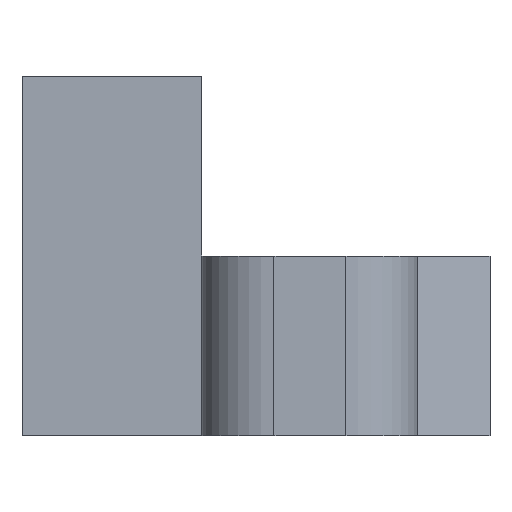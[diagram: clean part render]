
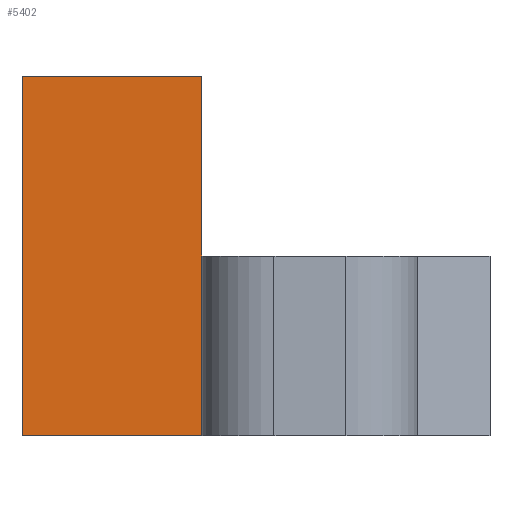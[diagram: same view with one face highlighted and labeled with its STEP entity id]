
A CAD part, front view. The second image highlights one B-rep face of the part: STEP entity #5402.
In plain terms, the highlighted planar face has unit normal (0, -1, 0).
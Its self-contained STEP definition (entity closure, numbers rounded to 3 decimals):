
#48 = CARTESIAN_POINT ( 'NONE',  ( 53.515, 673.87, 32.5 ) ) ;
#212 = VECTOR ( 'NONE', #1660, 1000. ) ;
#335 = EDGE_CURVE ( 'NONE', #2246, #5158, #870, .T. ) ;
#565 = DIRECTION ( 'NONE',  ( 0., 0., 1. ) ) ;
#774 = VECTOR ( 'NONE', #3770, 1000. ) ;
#836 = DIRECTION ( 'NONE',  ( 0., 0., -1. ) ) ;
#870 = LINE ( 'NONE', #4041, #1783 ) ;
#1159 = DIRECTION ( 'NONE',  ( 1., 0., 0. ) ) ;
#1410 = VERTEX_POINT ( 'NONE', #4833 ) ;
#1597 = CARTESIAN_POINT ( 'NONE',  ( 58.515, 673.87, 22.5 ) ) ;
#1660 = DIRECTION ( 'NONE',  ( 0., 0., -1. ) ) ;
#1768 = ORIENTED_EDGE ( 'NONE', *, *, #5407, .F. ) ;
#1783 = VECTOR ( 'NONE', #836, 1000. ) ;
#1821 = EDGE_CURVE ( 'NONE', #5158, #1410, #3879, .T. ) ;
#1970 = FACE_OUTER_BOUND ( 'NONE', #4627, .T. ) ;
#2030 = ORIENTED_EDGE ( 'NONE', *, *, #335, .T. ) ;
#2041 = VERTEX_POINT ( 'NONE', #2484 ) ;
#2246 = VERTEX_POINT ( 'NONE', #48 ) ;
#2361 = LINE ( 'NONE', #3295, #774 ) ;
#2484 = CARTESIAN_POINT ( 'NONE',  ( 58.515, 673.87, 32.5 ) ) ;
#2485 = LINE ( 'NONE', #5752, #212 ) ;
#2571 = VERTEX_POINT ( 'NONE', #4021 ) ;
#2581 = CARTESIAN_POINT ( 'NONE',  ( 53.515, 673.87, 22.5 ) ) ;
#2687 = DIRECTION ( 'NONE',  ( 1., 0., 0. ) ) ;
#2850 = ORIENTED_EDGE ( 'NONE', *, *, #1821, .T. ) ;
#2940 = CARTESIAN_POINT ( 'NONE',  ( 58.515, 673.87, 32.5 ) ) ;
#3125 = LINE ( 'NONE', #4951, #3831 ) ;
#3295 = CARTESIAN_POINT ( 'NONE',  ( 58.515, 673.87, 32.5 ) ) ;
#3770 = DIRECTION ( 'NONE',  ( 0., 0., -1. ) ) ;
#3831 = VECTOR ( 'NONE', #2687, 1000. ) ;
#3879 = LINE ( 'NONE', #1597, #4507 ) ;
#4021 = CARTESIAN_POINT ( 'NONE',  ( 58.515, 673.87, 27.5 ) ) ;
#4041 = CARTESIAN_POINT ( 'NONE',  ( 53.515, 673.87, 32.5 ) ) ;
#4057 = EDGE_CURVE ( 'NONE', #2246, #2041, #3125, .T. ) ;
#4507 = VECTOR ( 'NONE', #1159, 1000. ) ;
#4627 = EDGE_LOOP ( 'NONE', ( #2850, #1768, #4705, #5336, #2030 ) ) ;
#4705 = ORIENTED_EDGE ( 'NONE', *, *, #5482, .F. ) ;
#4833 = CARTESIAN_POINT ( 'NONE',  ( 58.515, 673.87, 22.5 ) ) ;
#4951 = CARTESIAN_POINT ( 'NONE',  ( 58.515, 673.87, 32.5 ) ) ;
#5158 = VERTEX_POINT ( 'NONE', #2581 ) ;
#5336 = ORIENTED_EDGE ( 'NONE', *, *, #4057, .F. ) ;
#5402 = ADVANCED_FACE ( 'NONE', ( #1970 ), #5535, .T. ) ;
#5407 = EDGE_CURVE ( 'NONE', #2571, #1410, #2361, .T. ) ;
#5470 = AXIS2_PLACEMENT_3D ( 'NONE', #2940, #5629, #565 ) ;
#5482 = EDGE_CURVE ( 'NONE', #2041, #2571, #2485, .T. ) ;
#5535 = PLANE ( 'NONE',  #5470 ) ;
#5629 = DIRECTION ( 'NONE',  ( 0., -1., 0. ) ) ;
#5752 = CARTESIAN_POINT ( 'NONE',  ( 58.515, 673.87, 32.5 ) ) ;
